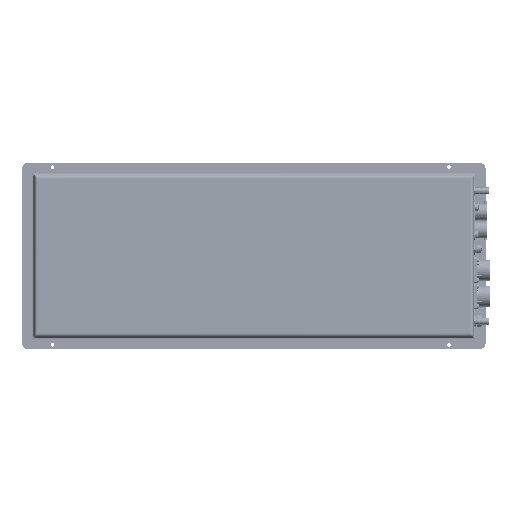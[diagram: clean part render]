
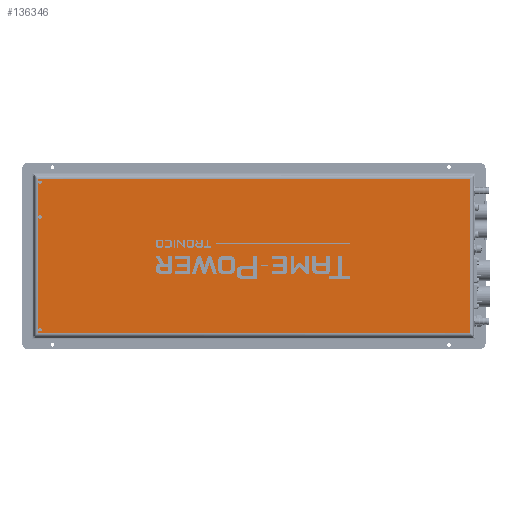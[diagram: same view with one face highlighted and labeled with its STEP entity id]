
A CAD part, front view. The second image highlights one B-rep face of the part: STEP entity #136346.
In plain terms, the highlighted planar face has unit normal (0, -1, 0).
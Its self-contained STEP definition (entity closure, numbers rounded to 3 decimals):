
#2644 = CIRCLE ( 'NONE', #73412, 2.82 ) ;
#9602 = LINE ( 'NONE', #111712, #27113 ) ;
#10192 = ORIENTED_EDGE ( 'NONE', *, *, #39512, .T. ) ;
#11044 = VECTOR ( 'NONE', #85285, 1000. ) ;
#24057 = LINE ( 'NONE', #108215, #71302 ) ;
#27113 = VECTOR ( 'NONE', #124199, 1000. ) ;
#34168 = VERTEX_POINT ( 'NONE', #50427 ) ;
#39022 = CARTESIAN_POINT ( 'NONE',  ( 360., 0., 129. ) ) ;
#39512 = EDGE_CURVE ( 'NONE', #34168, #34168, #2644, .T. ) ;
#39850 = EDGE_CURVE ( 'NONE', #72187, #72187, #167953, .T. ) ;
#41408 = EDGE_CURVE ( 'NONE', #148112, #148112, #145718, .T. ) ;
#41534 = VERTEX_POINT ( 'NONE', #166178 ) ;
#41732 = EDGE_CURVE ( 'NONE', #134865, #43341, #24057, .T. ) ;
#42634 = FACE_BOUND ( 'NONE', #65763, .T. ) ;
#42978 = EDGE_CURVE ( 'NONE', #43341, #41534, #120437, .T. ) ;
#43341 = VERTEX_POINT ( 'NONE', #39022 ) ;
#43893 = EDGE_CURVE ( 'NONE', #41534, #191109, #57649, .T. ) ;
#44202 = EDGE_CURVE ( 'NONE', #191109, #134865, #9602, .T. ) ;
#47752 = FACE_OUTER_BOUND ( 'NONE', #142227, .T. ) ;
#50427 = CARTESIAN_POINT ( 'NONE',  ( -358.82, 0., 123. ) ) ;
#56100 = AXIS2_PLACEMENT_3D ( 'NONE', #165726, #165540, #165294 ) ;
#57649 = LINE ( 'NONE', #189325, #83147 ) ;
#57937 = FACE_BOUND ( 'NONE', #164263, .T. ) ;
#65763 = EDGE_LOOP ( 'NONE', ( #173127 ) ) ;
#71302 = VECTOR ( 'NONE', #107969, 1000. ) ;
#72187 = VERTEX_POINT ( 'NONE', #82883 ) ;
#73412 = AXIS2_PLACEMENT_3D ( 'NONE', #202904, #202738, #202691 ) ;
#82883 = CARTESIAN_POINT ( 'NONE',  ( -358.82, 0., 65. ) ) ;
#83147 = VECTOR ( 'NONE', #188821, 1000. ) ;
#84402 = DIRECTION ( 'NONE',  ( 0., 0., 1. ) ) ;
#84445 = PLANE ( 'NONE',  #166204 ) ;
#85097 = CARTESIAN_POINT ( 'NONE',  ( 0., 0., 0. ) ) ;
#85285 = DIRECTION ( 'NONE',  ( -1., 0., 0. ) ) ;
#86003 = DIRECTION ( 'NONE',  ( 0., 1., 0. ) ) ;
#86832 = CARTESIAN_POINT ( 'NONE',  ( 362.293, 0., 129. ) ) ;
#107969 = DIRECTION ( 'NONE',  ( 0., 0., 1. ) ) ;
#108215 = CARTESIAN_POINT ( 'NONE',  ( 360., 0., -131.293 ) ) ;
#111712 = CARTESIAN_POINT ( 'NONE',  ( -362.293, 0., -129. ) ) ;
#120437 = LINE ( 'NONE', #86832, #11044 ) ;
#123195 = CARTESIAN_POINT ( 'NONE',  ( -360., 0., -129. ) ) ;
#124199 = DIRECTION ( 'NONE',  ( 1., 0., 0. ) ) ;
#132359 = ORIENTED_EDGE ( 'NONE', *, *, #42978, .T. ) ;
#134865 = VERTEX_POINT ( 'NONE', #158005 ) ;
#136346 = ADVANCED_FACE ( 'NONE', ( #172030, #57937, #42634, #47752 ), #84445, .F. ) ;
#142227 = EDGE_LOOP ( 'NONE', ( #160406, #132359, #160042, #165223 ) ) ;
#145718 = CIRCLE ( 'NONE', #210652, 2.82 ) ;
#148020 = CARTESIAN_POINT ( 'NONE',  ( -358.82, 0., -123. ) ) ;
#148112 = VERTEX_POINT ( 'NONE', #148020 ) ;
#152576 = ORIENTED_EDGE ( 'NONE', *, *, #39850, .T. ) ;
#158005 = CARTESIAN_POINT ( 'NONE',  ( 360., 0., -129. ) ) ;
#160042 = ORIENTED_EDGE ( 'NONE', *, *, #43893, .T. ) ;
#160406 = ORIENTED_EDGE ( 'NONE', *, *, #41732, .T. ) ;
#164263 = EDGE_LOOP ( 'NONE', ( #152576 ) ) ;
#165223 = ORIENTED_EDGE ( 'NONE', *, *, #44202, .T. ) ;
#165294 = DIRECTION ( 'NONE',  ( -1., 0., 0. ) ) ;
#165540 = DIRECTION ( 'NONE',  ( 0., 1., 0. ) ) ;
#165726 = CARTESIAN_POINT ( 'NONE',  ( -356., 0., 65. ) ) ;
#166178 = CARTESIAN_POINT ( 'NONE',  ( -360., 0., 129. ) ) ;
#166204 = AXIS2_PLACEMENT_3D ( 'NONE', #85097, #86003, #84402 ) ;
#167953 = CIRCLE ( 'NONE', #56100, 2.82 ) ;
#172030 = FACE_BOUND ( 'NONE', #193158, .T. ) ;
#173127 = ORIENTED_EDGE ( 'NONE', *, *, #41408, .T. ) ;
#174334 = DIRECTION ( 'NONE',  ( -1., 0., 0. ) ) ;
#174796 = DIRECTION ( 'NONE',  ( 0., 1., 0. ) ) ;
#175051 = CARTESIAN_POINT ( 'NONE',  ( -356., 0., -123. ) ) ;
#188821 = DIRECTION ( 'NONE',  ( 0., 0., -1. ) ) ;
#189325 = CARTESIAN_POINT ( 'NONE',  ( -360., 0., 131.293 ) ) ;
#191109 = VERTEX_POINT ( 'NONE', #123195 ) ;
#193158 = EDGE_LOOP ( 'NONE', ( #10192 ) ) ;
#202691 = DIRECTION ( 'NONE',  ( -1., 0., 0. ) ) ;
#202738 = DIRECTION ( 'NONE',  ( 0., 1., 0. ) ) ;
#202904 = CARTESIAN_POINT ( 'NONE',  ( -356., 0., 123. ) ) ;
#210652 = AXIS2_PLACEMENT_3D ( 'NONE', #175051, #174796, #174334 ) ;
